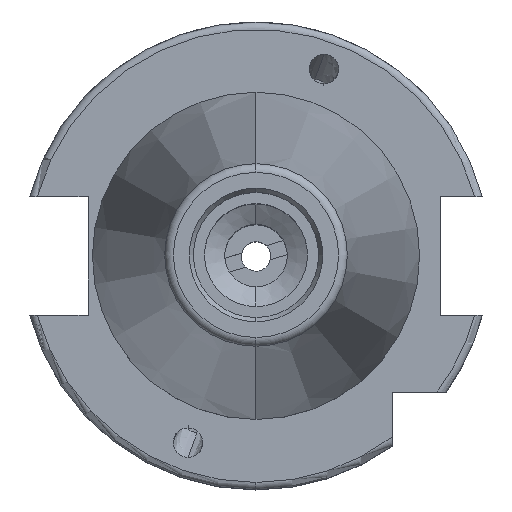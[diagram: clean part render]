
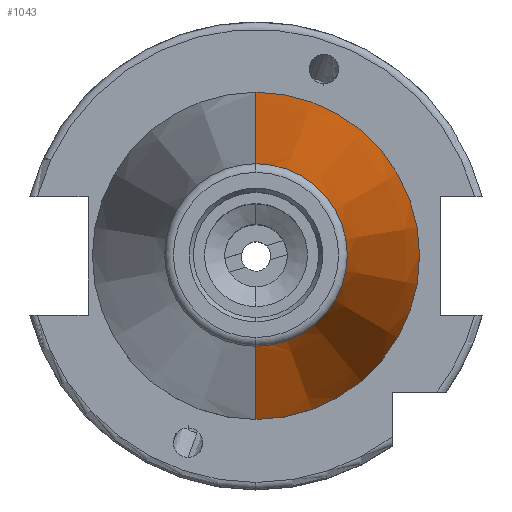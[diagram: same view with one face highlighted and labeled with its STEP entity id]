
A CAD part, top view. The second image highlights one B-rep face of the part: STEP entity #1043.
In plain terms, the highlighted conical face has half-angle 8.297 degrees and reference radius 22.225 mm.
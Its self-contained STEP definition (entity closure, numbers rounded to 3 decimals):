
#8 = ORIENTED_EDGE ( 'NONE', *, *, #1470, .F. ) ;
#165 = DIRECTION ( 'NONE',  ( 0., 0., -1. ) ) ;
#175 = ORIENTED_EDGE ( 'NONE', *, *, #6320, .T. ) ;
#255 = CARTESIAN_POINT ( 'NONE',  ( 0., 22.225, 19.1 ) ) ;
#273 = DIRECTION ( 'NONE',  ( 0., -1., 0. ) ) ;
#611 = VERTEX_POINT ( 'NONE', #3494 ) ;
#625 = DIRECTION ( 'NONE',  ( 0., 1., 0. ) ) ;
#867 = EDGE_CURVE ( 'NONE', #611, #2473, #6671, .T. ) ;
#1043 = ADVANCED_FACE ( 'NONE', ( #2779 ), #2610, .T. ) ;
#1456 = CIRCLE ( 'NONE', #5451, 12.4 ) ;
#1470 = EDGE_CURVE ( 'NONE', #2780, #5370, #4345, .T. ) ;
#1491 = EDGE_CURVE ( 'NONE', #611, #2780, #1456, .T. ) ;
#1792 = ORIENTED_EDGE ( 'NONE', *, *, #1491, .F. ) ;
#1874 = CARTESIAN_POINT ( 'NONE',  ( 0., 12.4, 86.473 ) ) ;
#1999 = DIRECTION ( 'NONE',  ( 0., -0.144, -0.99 ) ) ;
#2135 = DIRECTION ( 'NONE',  ( 0., -1., 0. ) ) ;
#2203 = EDGE_LOOP ( 'NONE', ( #1792, #7035, #175, #8 ) ) ;
#2352 = VECTOR ( 'NONE', #1999, 1000. ) ;
#2473 = VERTEX_POINT ( 'NONE', #5763 ) ;
#2610 = CONICAL_SURFACE ( 'NONE', #3765, 22.225, 0.145 ) ;
#2724 = CARTESIAN_POINT ( 'NONE',  ( 0., 0., 86.473 ) ) ;
#2779 = FACE_OUTER_BOUND ( 'NONE', #2203, .T. ) ;
#2780 = VERTEX_POINT ( 'NONE', #1874 ) ;
#3259 = DIRECTION ( 'NONE',  ( 0., 0.144, -0.99 ) ) ;
#3332 = DIRECTION ( 'NONE',  ( 0., 0., 1. ) ) ;
#3494 = CARTESIAN_POINT ( 'NONE',  ( 0., -12.4, 86.473 ) ) ;
#3537 = DIRECTION ( 'NONE',  ( 0., 0., 1. ) ) ;
#3765 = AXIS2_PLACEMENT_3D ( 'NONE', #5526, #165, #625 ) ;
#4345 = LINE ( 'NONE', #5453, #4991 ) ;
#4991 = VECTOR ( 'NONE', #3259, 1000. ) ;
#5075 = AXIS2_PLACEMENT_3D ( 'NONE', #6771, #3537, #273 ) ;
#5370 = VERTEX_POINT ( 'NONE', #255 ) ;
#5451 = AXIS2_PLACEMENT_3D ( 'NONE', #2724, #3332, #2135 ) ;
#5453 = CARTESIAN_POINT ( 'NONE',  ( 0., 22.225, 19.1 ) ) ;
#5526 = CARTESIAN_POINT ( 'NONE',  ( 0., 0., 19.1 ) ) ;
#5763 = CARTESIAN_POINT ( 'NONE',  ( 0., -22.225, 19.1 ) ) ;
#5855 = CIRCLE ( 'NONE', #5075, 22.225 ) ;
#6289 = CARTESIAN_POINT ( 'NONE',  ( 0., -22.225, 19.1 ) ) ;
#6320 = EDGE_CURVE ( 'NONE', #2473, #5370, #5855, .T. ) ;
#6671 = LINE ( 'NONE', #6289, #2352 ) ;
#6771 = CARTESIAN_POINT ( 'NONE',  ( 0., 0., 19.1 ) ) ;
#7035 = ORIENTED_EDGE ( 'NONE', *, *, #867, .T. ) ;
